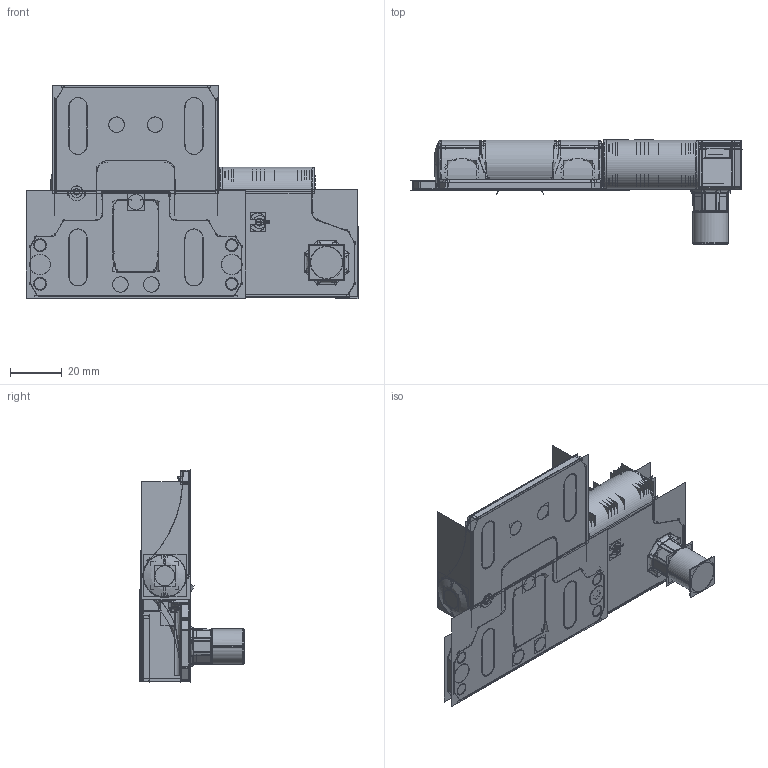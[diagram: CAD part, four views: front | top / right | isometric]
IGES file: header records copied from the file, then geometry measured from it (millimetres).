
Start section:  PTC IGES file: 192575.igs
Global section: file name: 192575.igs; native system: Creo Parametric by Parametric Technology Corporation; preprocessor: 2013230; author: pdmadmin; organization: Unknown; date: 20160120.174802; units: millimetre
Bounding box: 128.83 x 40.84 x 82.85 mm (x, y, z)
Volume: 56762.9 mm3; surface area: 204946.2 mm2
Topology: 4 solids, 4 shells, 4720 faces, 24402 edges, 30771 vertices
Faces by surface type: revolution 2638, bspline 2082
